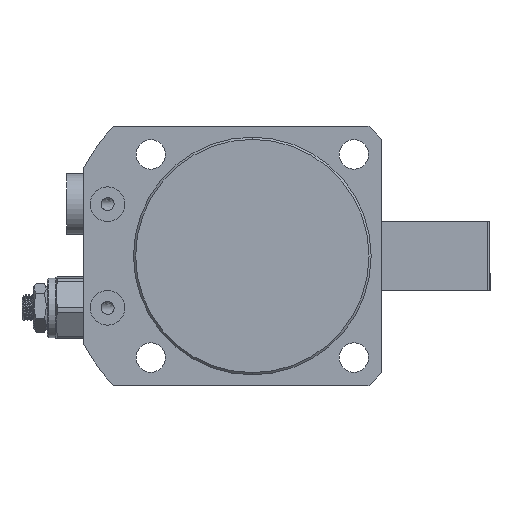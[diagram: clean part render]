
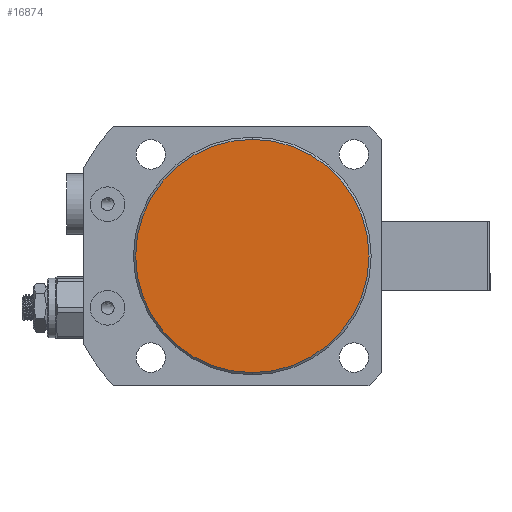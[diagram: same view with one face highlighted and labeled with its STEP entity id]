
A CAD part, front view. The second image highlights one B-rep face of the part: STEP entity #16874.
In plain terms, the highlighted planar face has unit normal (0, -1, 0).
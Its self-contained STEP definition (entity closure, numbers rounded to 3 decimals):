
#2256 = FACE_OUTER_BOUND ( 'NONE', #2608, .T. ) ;
#2328 = CARTESIAN_POINT ( 'NONE',  ( 22., 0., 0. ) ) ;
#2608 = EDGE_LOOP ( 'NONE', ( #9708, #5446 ) ) ;
#3451 = VERTEX_POINT ( 'NONE', #9161 ) ;
#3500 = CARTESIAN_POINT ( 'NONE',  ( 0., 0., 0. ) ) ;
#4857 = DIRECTION ( 'NONE',  ( 0., 0., 1. ) ) ;
#4992 = DIRECTION ( 'NONE',  ( 0., -1., 0. ) ) ;
#5058 = DIRECTION ( 'NONE',  ( 0., 0., -1. ) ) ;
#5446 = ORIENTED_EDGE ( 'NONE', *, *, #10966, .F. ) ;
#6198 = CARTESIAN_POINT ( 'NONE',  ( 0., 0., 0. ) ) ;
#6455 = CARTESIAN_POINT ( 'NONE',  ( 0., 0., 27. ) ) ;
#7569 = DIRECTION ( 'NONE',  ( 0., 0., 1. ) ) ;
#9161 = CARTESIAN_POINT ( 'NONE',  ( 0., 0., -27. ) ) ;
#9708 = ORIENTED_EDGE ( 'NONE', *, *, #12179, .F. ) ;
#9802 = VERTEX_POINT ( 'NONE', #6455 ) ;
#10275 = AXIS2_PLACEMENT_3D ( 'NONE', #3500, #13002, #4857 ) ;
#10966 = EDGE_CURVE ( 'NONE', #3451, #9802, #14261, .T. ) ;
#12179 = EDGE_CURVE ( 'NONE', #9802, #3451, #16334, .T. ) ;
#13002 = DIRECTION ( 'NONE',  ( 0., 1., 0. ) ) ;
#13188 = PLANE ( 'NONE',  #15576 ) ;
#14261 = CIRCLE ( 'NONE', #16399, 27. ) ;
#15576 = AXIS2_PLACEMENT_3D ( 'NONE', #2328, #4992, #5058 ) ;
#15610 = DIRECTION ( 'NONE',  ( 0., 1., 0. ) ) ;
#16334 = CIRCLE ( 'NONE', #10275, 27. ) ;
#16399 = AXIS2_PLACEMENT_3D ( 'NONE', #6198, #15610, #7569 ) ;
#16874 = ADVANCED_FACE ( 'NONE', ( #2256 ), #13188, .T. ) ;
